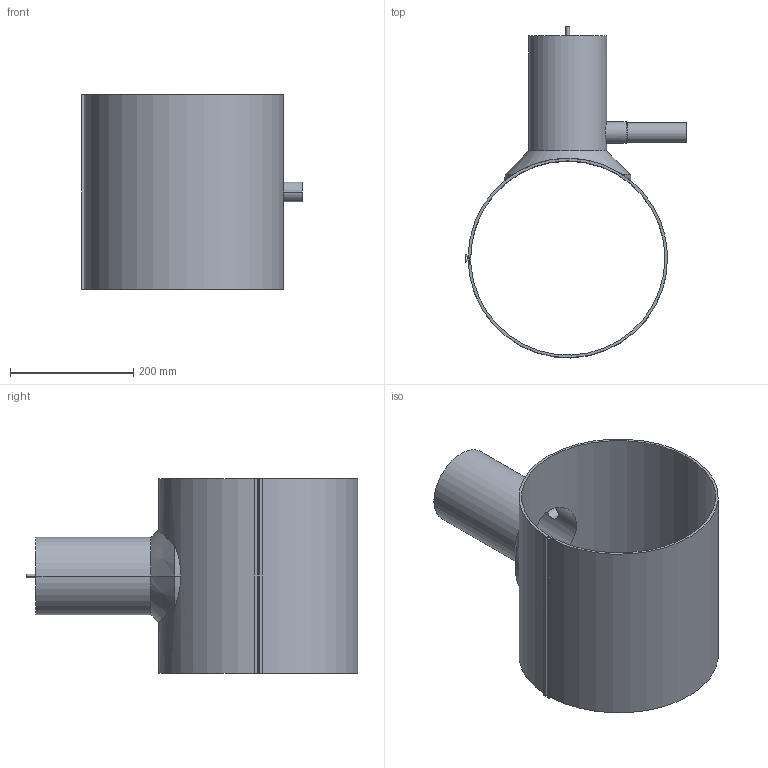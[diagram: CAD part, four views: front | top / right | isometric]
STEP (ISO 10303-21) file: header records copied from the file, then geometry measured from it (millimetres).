
FILE_DESCRIPTION( ( '' ), '1' );
FILE_NAME( 'AGRU_70079316311_PE_100-RC_schwarz_Druckanbohrventil_315_63_SDR11_ISO_S-5_05.stp', '2017-12-12T10:41:25', ( '' ), ( '' ), ' ', ' ', ' ' );
FILE_SCHEMA( ( 'automotive_design' ) );
Length unit declared in the file: millimetre
Products named in the file (1): 1
Bounding box: 357.49 x 538.2 x 315 mm (x, y, z)
Volume: 2312456.1 mm3; surface area: 821798.2 mm2
Topology: 1 solids, 1 shells, 43 faces, 107 edges, 68 vertices
Faces by surface type: cylinder 23, plane 12, cone 8
Entity records: 2982 total; most frequent: CARTESIAN_POINT 697, DIRECTION 225, STYLED_ITEM 219, PRESENTATION_STYLE_ASSIGNMENT 219, COLOUR_RGB 219, ORIENTED_EDGE 214, EDGE_CURVE 107, CURVE_STYLE 107
